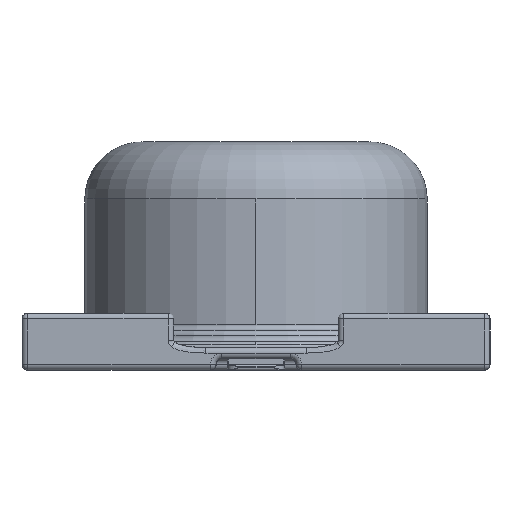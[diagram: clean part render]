
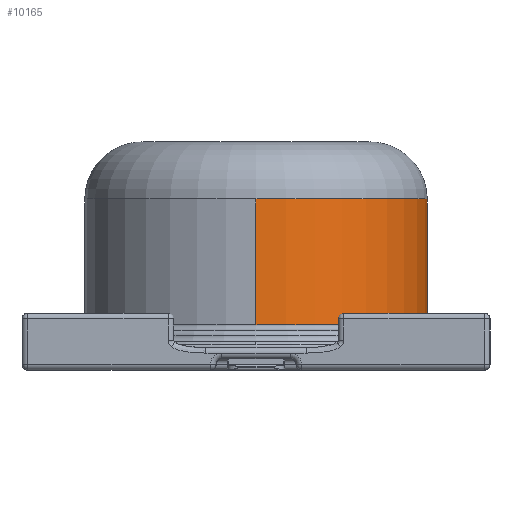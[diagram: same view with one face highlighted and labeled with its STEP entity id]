
A CAD part, left-side view. The second image highlights one B-rep face of the part: STEP entity #10165.
In plain terms, the highlighted cylindrical face has radius 1.5 mm (diameter 3 mm), a partial arc.
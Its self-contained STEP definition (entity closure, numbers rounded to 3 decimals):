
#1689 = ORIENTED_EDGE ( 'NONE', *, *, #20432, .T. ) ;
#1889 = LINE ( 'NONE', #7647, #21507 ) ;
#1890 = DIRECTION ( 'NONE',  ( 1., 0., 0. ) ) ;
#2775 = DIRECTION ( 'NONE',  ( 1., 0., 0. ) ) ;
#5164 = EDGE_LOOP ( 'NONE', ( #23677, #6123, #1689, #20509 ) ) ;
#6123 = ORIENTED_EDGE ( 'NONE', *, *, #6552, .T. ) ;
#6552 = EDGE_CURVE ( 'NONE', #17208, #7452, #1889, .T. ) ;
#7425 = FACE_OUTER_BOUND ( 'NONE', #5164, .T. ) ;
#7452 = VERTEX_POINT ( 'NONE', #13051 ) ;
#7647 = CARTESIAN_POINT ( 'NONE',  ( -3.05, 0., 1.7 ) ) ;
#7882 = AXIS2_PLACEMENT_3D ( 'NONE', #25609, #21400, #23640 ) ;
#8664 = CARTESIAN_POINT ( 'NONE',  ( -1.55, 0., 0.1 ) ) ;
#8797 = VERTEX_POINT ( 'NONE', #20564 ) ;
#10165 = ADVANCED_FACE ( 'NONE', ( #7425 ), #13203, .T. ) ;
#11010 = VERTEX_POINT ( 'NONE', #11186 ) ;
#11186 = CARTESIAN_POINT ( 'NONE',  ( -1.55, -1.5, 0.1 ) ) ;
#12847 = DIRECTION ( 'NONE',  ( 0., 0., 1. ) ) ;
#12943 = CIRCLE ( 'NONE', #21688, 1.5 ) ;
#13051 = CARTESIAN_POINT ( 'NONE',  ( -3.05, 0., 0.1 ) ) ;
#13203 = CYLINDRICAL_SURFACE ( 'NONE', #7882, 1.5 ) ;
#13265 = CIRCLE ( 'NONE', #22420, 1.5 ) ;
#13436 = CARTESIAN_POINT ( 'NONE',  ( -1.55, 0., 1.2 ) ) ;
#14250 = EDGE_CURVE ( 'NONE', #8797, #17208, #13265, .T. ) ;
#16964 = DIRECTION ( 'NONE',  ( 0., 0., -1. ) ) ;
#17208 = VERTEX_POINT ( 'NONE', #20155 ) ;
#17300 = VECTOR ( 'NONE', #16964, 1000. ) ;
#19046 = CARTESIAN_POINT ( 'NONE',  ( -1.55, -1.5, 1.7 ) ) ;
#20155 = CARTESIAN_POINT ( 'NONE',  ( -3.05, 0., 1.2 ) ) ;
#20432 = EDGE_CURVE ( 'NONE', #7452, #11010, #12943, .T. ) ;
#20509 = ORIENTED_EDGE ( 'NONE', *, *, #23411, .F. ) ;
#20564 = CARTESIAN_POINT ( 'NONE',  ( -1.55, -1.5, 1.2 ) ) ;
#20878 = LINE ( 'NONE', #19046, #17300 ) ;
#21400 = DIRECTION ( 'NONE',  ( 0., 0., -1. ) ) ;
#21507 = VECTOR ( 'NONE', #21895, 1000. ) ;
#21688 = AXIS2_PLACEMENT_3D ( 'NONE', #8664, #12847, #2775 ) ;
#21895 = DIRECTION ( 'NONE',  ( 0., 0., -1. ) ) ;
#22420 = AXIS2_PLACEMENT_3D ( 'NONE', #13436, #25705, #1890 ) ;
#23411 = EDGE_CURVE ( 'NONE', #8797, #11010, #20878, .T. ) ;
#23640 = DIRECTION ( 'NONE',  ( -1., 0., 0. ) ) ;
#23677 = ORIENTED_EDGE ( 'NONE', *, *, #14250, .T. ) ;
#25609 = CARTESIAN_POINT ( 'NONE',  ( -1.55, 0., 1.7 ) ) ;
#25705 = DIRECTION ( 'NONE',  ( 0., 0., -1. ) ) ;
